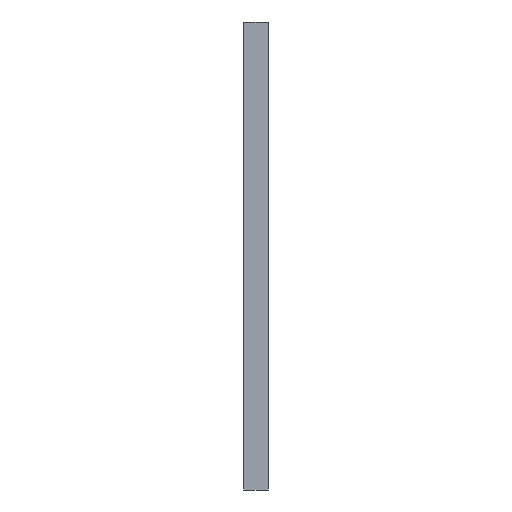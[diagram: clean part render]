
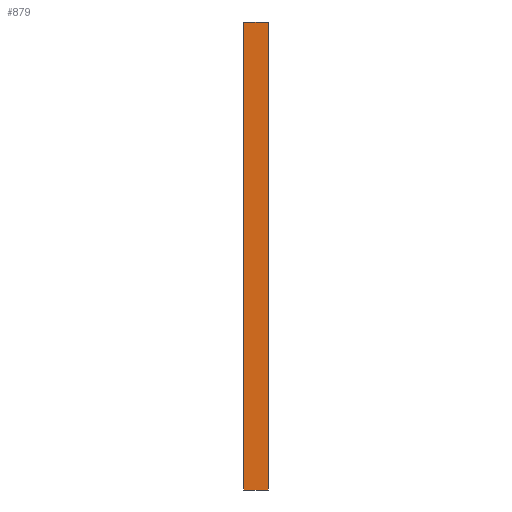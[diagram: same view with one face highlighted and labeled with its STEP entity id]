
A CAD part, left-side view. The second image highlights one B-rep face of the part: STEP entity #879.
In plain terms, the highlighted planar face has unit normal (-1, 0, 0).
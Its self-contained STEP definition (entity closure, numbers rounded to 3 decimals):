
#66 = DIRECTION ( 'NONE',  ( 0., 0., -1. ) ) ;
#204 = CARTESIAN_POINT ( 'NONE',  ( -20., 0., 36. ) ) ;
#249 = FACE_OUTER_BOUND ( 'NONE', #635, .T. ) ;
#262 = CARTESIAN_POINT ( 'NONE',  ( -20., 82.5, -12. ) ) ;
#297 = DIRECTION ( 'NONE',  ( 0., -1., 0. ) ) ;
#314 = ORIENTED_EDGE ( 'NONE', *, *, #352, .F. ) ;
#342 = LINE ( 'NONE', #262, #2519 ) ;
#352 = EDGE_CURVE ( 'NONE', #1906, #655, #2108, .T. ) ;
#408 = EDGE_CURVE ( 'NONE', #655, #1807, #1685, .T. ) ;
#436 = CARTESIAN_POINT ( 'NONE',  ( -20., 2.5, 36. ) ) ;
#462 = VECTOR ( 'NONE', #297, 1000. ) ;
#635 = EDGE_LOOP ( 'NONE', ( #314, #966, #840, #2255 ) ) ;
#653 = DIRECTION ( 'NONE',  ( -1., 0., 0. ) ) ;
#655 = VERTEX_POINT ( 'NONE', #436 ) ;
#725 = DIRECTION ( 'NONE',  ( 0., 0., 1. ) ) ;
#840 = ORIENTED_EDGE ( 'NONE', *, *, #1183, .F. ) ;
#879 = ADVANCED_FACE ( 'NONE', ( #249 ), #2310, .T. ) ;
#891 = DIRECTION ( 'NONE',  ( 0., 0., 1. ) ) ;
#966 = ORIENTED_EDGE ( 'NONE', *, *, #1147, .T. ) ;
#1041 = CARTESIAN_POINT ( 'NONE',  ( -20., 82.5, 0. ) ) ;
#1095 = CARTESIAN_POINT ( 'NONE',  ( -20., 2.5, -12. ) ) ;
#1133 = CARTESIAN_POINT ( 'NONE',  ( -20., 0., 0. ) ) ;
#1140 = CARTESIAN_POINT ( 'NONE',  ( -20., 82.5, 36. ) ) ;
#1147 = EDGE_CURVE ( 'NONE', #1906, #2387, #342, .T. ) ;
#1183 = EDGE_CURVE ( 'NONE', #1807, #2387, #2453, .T. ) ;
#1275 = VECTOR ( 'NONE', #66, 1000. ) ;
#1344 = DIRECTION ( 'NONE',  ( 0., -1., 0. ) ) ;
#1458 = CARTESIAN_POINT ( 'NONE',  ( -20., 0., -12. ) ) ;
#1685 = LINE ( 'NONE', #1140, #462 ) ;
#1807 = VERTEX_POINT ( 'NONE', #204 ) ;
#1906 = VERTEX_POINT ( 'NONE', #1095 ) ;
#2108 = LINE ( 'NONE', #2550, #2468 ) ;
#2255 = ORIENTED_EDGE ( 'NONE', *, *, #408, .F. ) ;
#2285 = AXIS2_PLACEMENT_3D ( 'NONE', #1041, #653, #891 ) ;
#2310 = PLANE ( 'NONE',  #2285 ) ;
#2387 = VERTEX_POINT ( 'NONE', #1458 ) ;
#2453 = LINE ( 'NONE', #1133, #1275 ) ;
#2468 = VECTOR ( 'NONE', #725, 1000. ) ;
#2519 = VECTOR ( 'NONE', #1344, 1000. ) ;
#2550 = CARTESIAN_POINT ( 'NONE',  ( -20., 2.5, 0. ) ) ;
